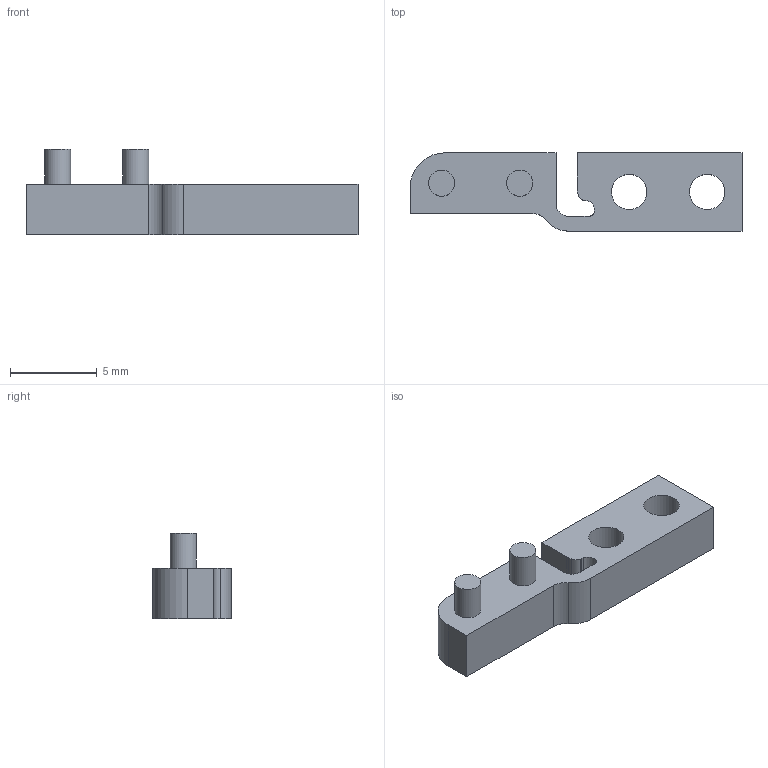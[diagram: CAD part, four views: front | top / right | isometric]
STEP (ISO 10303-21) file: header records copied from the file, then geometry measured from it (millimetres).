
FILE_DESCRIPTION(/* description */ ('STEP AP242','CAx-IF Rec.Pracs.---Representation and Presentation of Product Manufacturing Information (PMI)---4.0---2014-10-13','CAx-IF Rec.Pracs.---3D Tessellated Geometry---0.4---2014-09-14','2;1'),/* implementation_level */ '2;1');
FILE_NAME(/* name */ '66ef80e0ef2dbc42af2f87f5',/* time_stamp */ '2024-09-22T02:28:48Z',/* author */ (''),/* organization */ (''),/* preprocessor_version */ 'ST-DEVELOPER v20',/* originating_system */ ' ',/* authorisation */ ' ');
FILE_SCHEMA (('AP242_MANAGED_MODEL_BASED_3D_ENGINEERING_MIM_LF { 1 0 10303 442 1 1 4 }'));
Length unit declared in the file: metre
Products named in the file (1): Right_Spring
Bounding box: 19.12 x 4.5 x 4.9 mm (x, y, z)
Volume: 197.2 mm3; surface area: 344 mm2
Topology: 1 solids, 1 shells, 29 faces, 82 edges, 57 vertices
Faces by surface type: plane 15, cylinder 12, bspline 2
Full cylindrical faces by diameter (mm): 1.5 x2, 2.032 x2
Entity records: 985 total; most frequent: CARTESIAN_POINT 210, ORIENTED_EDGE 154, DIRECTION 151, EDGE_CURVE 77, VERTEX_POINT 56, AXIS2_PLACEMENT_3D 53, LINE 45, VECTOR 45
